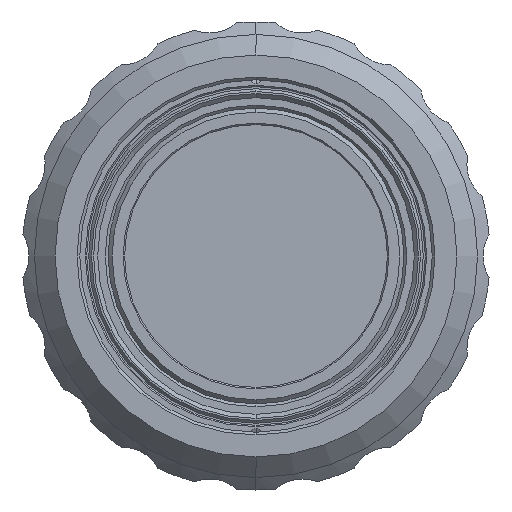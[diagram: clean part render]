
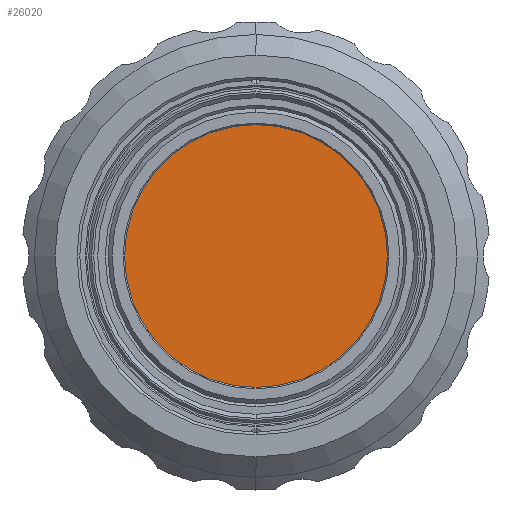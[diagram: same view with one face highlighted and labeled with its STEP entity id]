
A CAD part, front view. The second image highlights one B-rep face of the part: STEP entity #26020.
In plain terms, the highlighted planar face has unit normal (0, -1, 0).
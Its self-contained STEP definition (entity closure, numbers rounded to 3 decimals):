
#18990=CARTESIAN_POINT('',(0.,-79.6,
9.55));
#19000=VERTEX_POINT('',#18990);
#19050=CARTESIAN_POINT('',(0.,-79.6,0.));
#19060=DIRECTION('',(0.,1.,0.));
#19070=DIRECTION('',(0.,0.,1.));
#19080=AXIS2_PLACEMENT_3D('',#19050,#19060,#19070);
#19090=CIRCLE('',#19080,9.55);
#19100=CARTESIAN_POINT('',(0.,-79.6,
-9.55));
#19110=VERTEX_POINT('',#19100);
#19120=EDGE_CURVE('',#19110,#19000,#19090,.T.);
#25920=CARTESIAN_POINT('',(0.,-79.6,0.));
#25930=DIRECTION('',(0.,-1.,0.));
#25940=DIRECTION('',(0.,0.,1.));
#25950=AXIS2_PLACEMENT_3D('',#25920,#25930,#25940);
#25960=PLANE('',#25950);
#25970=EDGE_CURVE('',#19000,#19110,#19090,.T.);
#25980=ORIENTED_EDGE('',*,*,#25970,.F.);
#25990=ORIENTED_EDGE('',*,*,#19120,.F.);
#26000=EDGE_LOOP('',(#25990,#25980));
#26010=FACE_OUTER_BOUND('',#26000,.T.);
#26020=ADVANCED_FACE('',(#26010),#25960,.T.);
